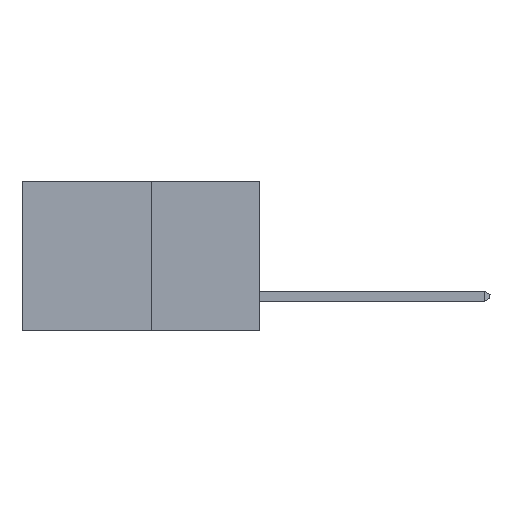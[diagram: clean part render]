
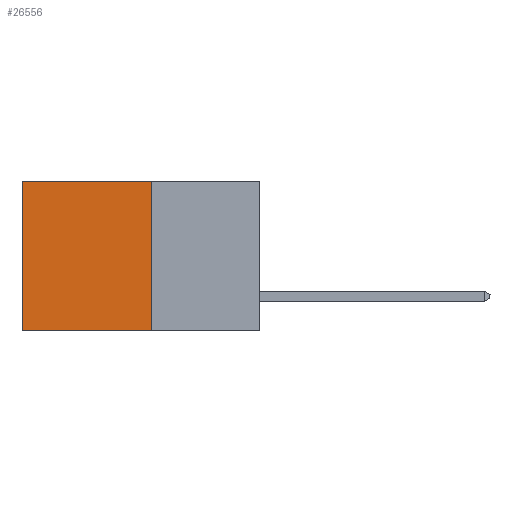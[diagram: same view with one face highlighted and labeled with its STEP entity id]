
A CAD part, left-side view. The second image highlights one B-rep face of the part: STEP entity #26556.
In plain terms, the highlighted planar face has unit normal (-1, 0, 0).
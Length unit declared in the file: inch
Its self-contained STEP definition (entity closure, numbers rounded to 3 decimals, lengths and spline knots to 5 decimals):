
#34 = VECTOR ( 'NONE', #5313, 39.37008 ) ;
#171 = AXIS2_PLACEMENT_3D ( 'NONE', #15173, #17456, #3660 ) ;
#323 = ORIENTED_EDGE ( 'NONE', *, *, #7252, .F. ) ;
#1299 = PLANE ( 'NONE',  #171 ) ;
#2418 = CARTESIAN_POINT ( 'NONE',  ( 0.277, 0.27, -0.37 ) ) ;
#2788 = ORIENTED_EDGE ( 'NONE', *, *, #6465, .T. ) ;
#3660 = DIRECTION ( 'NONE',  ( 0., 0., -1. ) ) ;
#3781 = DIRECTION ( 'NONE',  ( 0., 1., 0. ) ) ;
#4020 = VERTEX_POINT ( 'NONE', #21537 ) ;
#5313 = DIRECTION ( 'NONE',  ( 0., 0., -1. ) ) ;
#5951 = CARTESIAN_POINT ( 'NONE',  ( 0.277, 0.27, 0. ) ) ;
#6451 = VECTOR ( 'NONE', #15705, 39.37008 ) ;
#6465 = EDGE_CURVE ( 'NONE', #11427, #16920, #11731, .T. ) ;
#7252 = EDGE_CURVE ( 'NONE', #11427, #20241, #12394, .T. ) ;
#8085 = FACE_OUTER_BOUND ( 'NONE', #13570, .T. ) ;
#11427 = VERTEX_POINT ( 'NONE', #18895 ) ;
#11731 = LINE ( 'NONE', #5951, #23269 ) ;
#12354 = EDGE_CURVE ( 'NONE', #20241, #4020, #21950, .T. ) ;
#12394 = LINE ( 'NONE', #2418, #34 ) ;
#12651 = EDGE_CURVE ( 'NONE', #16920, #4020, #18661, .T. ) ;
#13570 = EDGE_LOOP ( 'NONE', ( #21488, #23497, #323, #2788 ) ) ;
#14460 = CARTESIAN_POINT ( 'NONE',  ( 0.277, 0.59, 0. ) ) ;
#15173 = CARTESIAN_POINT ( 'NONE',  ( 0.277, 0.27, -0.37 ) ) ;
#15705 = DIRECTION ( 'NONE',  ( 0., 0., -1. ) ) ;
#16920 = VERTEX_POINT ( 'NONE', #14460 ) ;
#17456 = DIRECTION ( 'NONE',  ( 1., 0., 0. ) ) ;
#17465 = CARTESIAN_POINT ( 'NONE',  ( 0.277, 0.59, -0.37 ) ) ;
#18661 = LINE ( 'NONE', #17465, #6451 ) ;
#18895 = CARTESIAN_POINT ( 'NONE',  ( 0.277, 0.27, 0. ) ) ;
#20241 = VERTEX_POINT ( 'NONE', #27169 ) ;
#21488 = ORIENTED_EDGE ( 'NONE', *, *, #12651, .T. ) ;
#21537 = CARTESIAN_POINT ( 'NONE',  ( 0.277, 0.59, -0.37 ) ) ;
#21950 = LINE ( 'NONE', #27517, #29448 ) ;
#23269 = VECTOR ( 'NONE', #3781, 39.37008 ) ;
#23497 = ORIENTED_EDGE ( 'NONE', *, *, #12354, .F. ) ;
#26556 = ADVANCED_FACE ( 'NONE', ( #8085 ), #1299, .F. ) ;
#26844 = DIRECTION ( 'NONE',  ( 0., 1., 0. ) ) ;
#27169 = CARTESIAN_POINT ( 'NONE',  ( 0.277, 0.27, -0.37 ) ) ;
#27517 = CARTESIAN_POINT ( 'NONE',  ( 0.277, 0.27, -0.37 ) ) ;
#29448 = VECTOR ( 'NONE', #26844, 39.37008 ) ;
